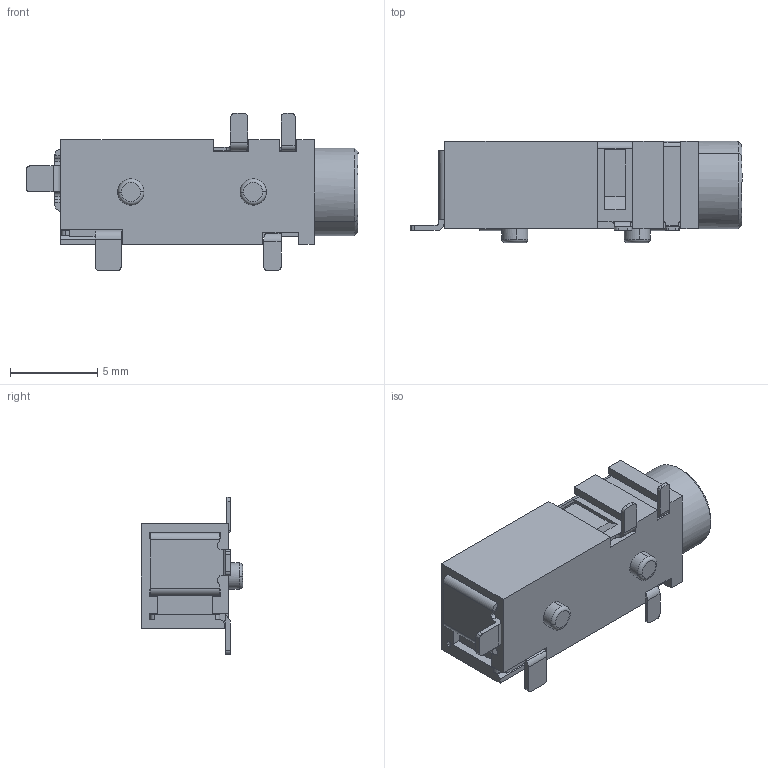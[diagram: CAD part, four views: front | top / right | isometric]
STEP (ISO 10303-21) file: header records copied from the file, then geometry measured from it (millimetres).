
FILE_DESCRIPTION (( 'STEP AP214' ), '1' );
FILE_NAME ('CUI_DEVICES_SJ2-3593D-SMT-TR.step', '2019-10-20T22:57:46', ( '' ), ( '' ), 'SwSTEP 2.0', 'SolidWorks 2019', '' );
FILE_SCHEMA (( 'AUTOMOTIVE_DESIGN' ));
Length unit declared in the file: inch
Products named in the file (1): CUI_DEVICES_SJ2-3593D-SMT-TR
Bounding box: 19 x 5.8 x 9 mm (x, y, z)
Volume: 333.5 mm3; surface area: 775.7 mm2
Topology: 1 solids, 3 shells, 431 faces, 1252 edges, 822 vertices
Faces by surface type: plane 287, cylinder 136, torus 4, cone 4
Entity records: 20222 total; most frequent: CARTESIAN_POINT 3235, ORIENTED_EDGE 2504, DIRECTION 2217, EDGE_CURVE 1252, LINE 847, VECTOR 847, VERTEX_POINT 822, AXIS2_PLACEMENT_3D 685
